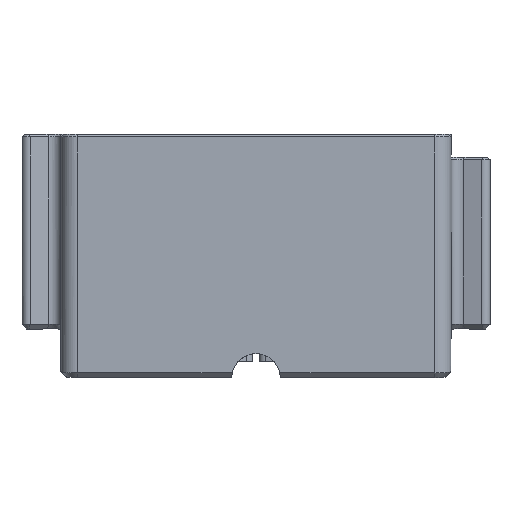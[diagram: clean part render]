
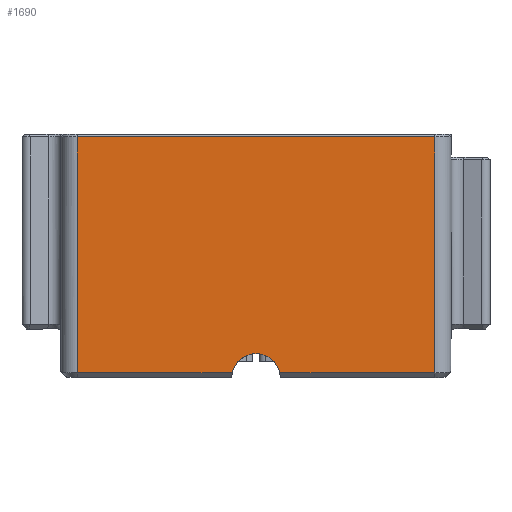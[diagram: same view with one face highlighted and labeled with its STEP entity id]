
A CAD part, front view. The second image highlights one B-rep face of the part: STEP entity #1690.
In plain terms, the highlighted planar face has unit normal (0, -1, 0).
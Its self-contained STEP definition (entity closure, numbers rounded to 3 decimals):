
#72 = CARTESIAN_POINT ( 'NONE',  ( 7.327, -86.962, -18.4 ) ) ;
#180 = VERTEX_POINT ( 'NONE', #3812 ) ;
#451 = CARTESIAN_POINT ( 'NONE',  ( -60., -86.962, 25. ) ) ;
#604 = ORIENTED_EDGE ( 'NONE', *, *, #2165, .T. ) ;
#992 = ORIENTED_EDGE ( 'NONE', *, *, #7255, .T. ) ;
#996 = PLANE ( 'NONE',  #7541 ) ;
#1381 = LINE ( 'NONE', #4035, #5346 ) ;
#1690 = ADVANCED_FACE ( 'NONE', ( #5215 ), #996, .F. ) ;
#1779 = CARTESIAN_POINT ( 'NONE',  ( -55., -86.962, -18.4 ) ) ;
#2165 = EDGE_CURVE ( 'NONE', #180, #6352, #7375, .T. ) ;
#2169 = ORIENTED_EDGE ( 'NONE', *, *, #5193, .T. ) ;
#2401 = DIRECTION ( 'NONE',  ( 1., 0., 0. ) ) ;
#2565 = VERTEX_POINT ( 'NONE', #6555 ) ;
#2809 = CARTESIAN_POINT ( 'NONE',  ( -60., -86.962, 54.2 ) ) ;
#2942 = AXIS2_PLACEMENT_3D ( 'NONE', #3570, #5352, #2401 ) ;
#3061 = ORIENTED_EDGE ( 'NONE', *, *, #7735, .T. ) ;
#3367 = VERTEX_POINT ( 'NONE', #5280 ) ;
#3534 = EDGE_CURVE ( 'NONE', #5841, #5739, #4773, .T. ) ;
#3570 = CARTESIAN_POINT ( 'NONE',  ( 0., -86.962, -20. ) ) ;
#3812 = CARTESIAN_POINT ( 'NONE',  ( -55., -86.962, 54.2 ) ) ;
#3814 = LINE ( 'NONE', #7750, #4760 ) ;
#4003 = VECTOR ( 'NONE', #6959, 1000. ) ;
#4035 = CARTESIAN_POINT ( 'NONE',  ( -60., -86.962, -18.4 ) ) ;
#4466 = CARTESIAN_POINT ( 'NONE',  ( 55., -86.962, 25. ) ) ;
#4634 = DIRECTION ( 'NONE',  ( -1., 0., 0. ) ) ;
#4760 = VECTOR ( 'NONE', #7163, 1000. ) ;
#4773 = CIRCLE ( 'NONE', #2942, 7.5 ) ;
#4971 = DIRECTION ( 'NONE',  ( 0., 0., -1. ) ) ;
#5193 = EDGE_CURVE ( 'NONE', #5841, #3367, #3814, .T. ) ;
#5212 = DIRECTION ( 'NONE',  ( 0., 1., 0. ) ) ;
#5215 = FACE_OUTER_BOUND ( 'NONE', #7417, .T. ) ;
#5280 = CARTESIAN_POINT ( 'NONE',  ( 55., -86.962, -18.4 ) ) ;
#5346 = VECTOR ( 'NONE', #5907, 1000. ) ;
#5352 = DIRECTION ( 'NONE',  ( 0., -1., 0. ) ) ;
#5475 = EDGE_CURVE ( 'NONE', #3367, #2565, #5608, .T. ) ;
#5514 = ORIENTED_EDGE ( 'NONE', *, *, #3534, .F. ) ;
#5608 = LINE ( 'NONE', #4466, #4003 ) ;
#5739 = VERTEX_POINT ( 'NONE', #7151 ) ;
#5841 = VERTEX_POINT ( 'NONE', #72 ) ;
#5907 = DIRECTION ( 'NONE',  ( 1., 0., 0. ) ) ;
#6143 = VECTOR ( 'NONE', #4971, 1000. ) ;
#6352 = VERTEX_POINT ( 'NONE', #1779 ) ;
#6555 = CARTESIAN_POINT ( 'NONE',  ( 55., -86.962, 54.2 ) ) ;
#6587 = ORIENTED_EDGE ( 'NONE', *, *, #5475, .T. ) ;
#6657 = LINE ( 'NONE', #2809, #6859 ) ;
#6695 = CARTESIAN_POINT ( 'NONE',  ( -55., -86.962, 25. ) ) ;
#6859 = VECTOR ( 'NONE', #7032, 1000. ) ;
#6959 = DIRECTION ( 'NONE',  ( 0., 0., 1. ) ) ;
#7032 = DIRECTION ( 'NONE',  ( -1., 0., 0. ) ) ;
#7151 = CARTESIAN_POINT ( 'NONE',  ( -7.327, -86.962, -18.4 ) ) ;
#7163 = DIRECTION ( 'NONE',  ( 1., 0., 0. ) ) ;
#7255 = EDGE_CURVE ( 'NONE', #2565, #180, #6657, .T. ) ;
#7375 = LINE ( 'NONE', #6695, #6143 ) ;
#7417 = EDGE_LOOP ( 'NONE', ( #604, #3061, #5514, #2169, #6587, #992 ) ) ;
#7541 = AXIS2_PLACEMENT_3D ( 'NONE', #451, #5212, #4634 ) ;
#7735 = EDGE_CURVE ( 'NONE', #6352, #5739, #1381, .T. ) ;
#7750 = CARTESIAN_POINT ( 'NONE',  ( -60., -86.962, -18.4 ) ) ;
